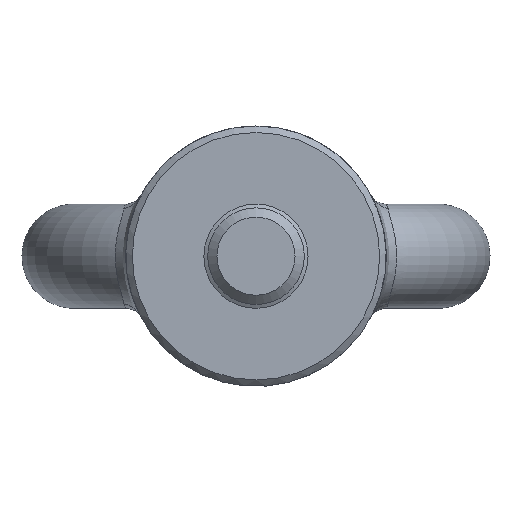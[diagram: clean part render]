
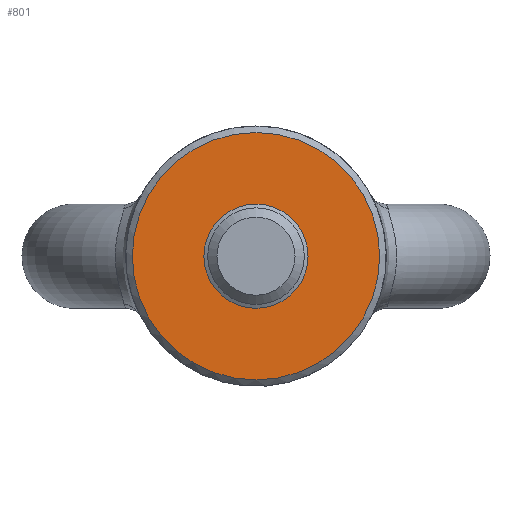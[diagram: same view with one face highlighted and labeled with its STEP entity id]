
A CAD part, front view. The second image highlights one B-rep face of the part: STEP entity #801.
In plain terms, the highlighted planar face has unit normal (0, -1, 0).
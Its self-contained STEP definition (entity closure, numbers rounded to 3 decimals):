
#140 = AXIS2_PLACEMENT_3D ( 'NONE', #1699, #1697, #1695 ) ;
#215 = CIRCLE ( 'NONE', #1083, 3. ) ;
#274 = AXIS2_PLACEMENT_3D ( 'NONE', #1507, #893, #1494 ) ;
#498 = ORIENTED_EDGE ( 'NONE', *, *, #1043, .T. ) ;
#730 = CARTESIAN_POINT ( 'NONE',  ( 0., -19., 9.5 ) ) ;
#801 = ADVANCED_FACE ( 'NONE', ( #1360, #1091 ), #1522, .F. ) ;
#893 = DIRECTION ( 'NONE',  ( 0., 1., 0. ) ) ;
#922 = EDGE_LOOP ( 'NONE', ( #1551 ) ) ;
#1043 = EDGE_CURVE ( 'NONE', #1301, #1301, #1605, .T. ) ;
#1053 = EDGE_CURVE ( 'NONE', #1716, #1716, #215, .T. ) ;
#1083 = AXIS2_PLACEMENT_3D ( 'NONE', #1681, #1677, #1671 ) ;
#1091 = FACE_BOUND ( 'NONE', #922, .T. ) ;
#1301 = VERTEX_POINT ( 'NONE', #730 ) ;
#1360 = FACE_OUTER_BOUND ( 'NONE', #1575, .T. ) ;
#1494 = DIRECTION ( 'NONE',  ( 0., 0., 1. ) ) ;
#1507 = CARTESIAN_POINT ( 'NONE',  ( 0., -19., 0. ) ) ;
#1522 = PLANE ( 'NONE',  #274 ) ;
#1551 = ORIENTED_EDGE ( 'NONE', *, *, #1053, .F. ) ;
#1575 = EDGE_LOOP ( 'NONE', ( #498 ) ) ;
#1605 = CIRCLE ( 'NONE', #140, 9.5 ) ;
#1661 = CARTESIAN_POINT ( 'NONE',  ( 0., -19., -3. ) ) ;
#1671 = DIRECTION ( 'NONE',  ( 0., 0., -1. ) ) ;
#1677 = DIRECTION ( 'NONE',  ( 0., -1., 0. ) ) ;
#1681 = CARTESIAN_POINT ( 'NONE',  ( 0., -19., 0. ) ) ;
#1695 = DIRECTION ( 'NONE',  ( 0., 0., 1. ) ) ;
#1697 = DIRECTION ( 'NONE',  ( 0., -1., 0. ) ) ;
#1699 = CARTESIAN_POINT ( 'NONE',  ( 0., -19., 0. ) ) ;
#1716 = VERTEX_POINT ( 'NONE', #1661 ) ;
